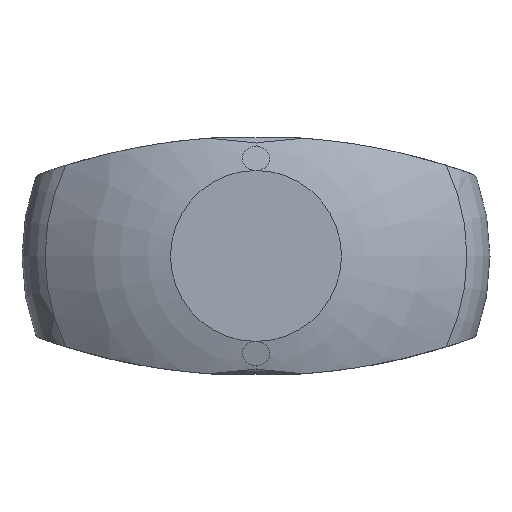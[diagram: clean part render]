
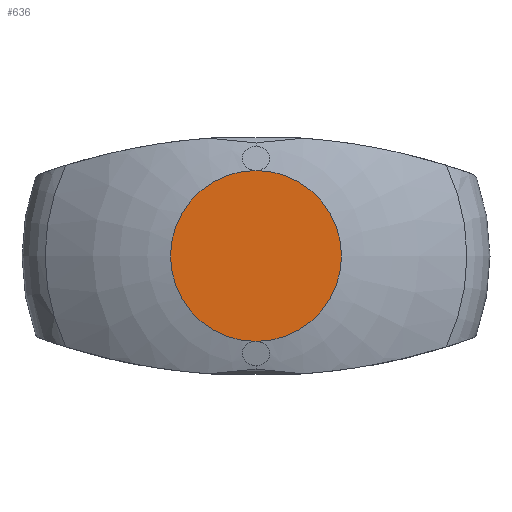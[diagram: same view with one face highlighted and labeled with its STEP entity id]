
A CAD part, top view. The second image highlights one B-rep face of the part: STEP entity #636.
In plain terms, the highlighted planar face has unit normal (0, 0, 1).
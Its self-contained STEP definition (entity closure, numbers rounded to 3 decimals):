
#636=ADVANCED_FACE('',(#1739),#1740,.T.);
#640=VERTEX_POINT('',#1744);
#1076=EDGE_CURVE('',#1394,#640,#2218,.T.);
#1184=EDGE_CURVE('',#640,#1394,#2340,.T.);
#1394=VERTEX_POINT('',#2570);
#1739=FACE_OUTER_BOUND('',#3094,.T.);
#1740=PLANE('',#3095);
#1744=CARTESIAN_POINT('',(0.0,8.95,40.5));
#2218=CIRCLE('',#4710,8.95);
#2340=CIRCLE('',#5017,8.95);
#2570=CARTESIAN_POINT('',(0.0,-8.95,40.5));
#3094=EDGE_LOOP('',(#6832,#6833));
#3095=AXIS2_PLACEMENT_3D('',#6834,#6835,#6836);
#4710=AXIS2_PLACEMENT_3D('',#7280,#7281,#7282);
#5017=AXIS2_PLACEMENT_3D('',#7460,#7461,#7462);
#6832=ORIENTED_EDGE('',*,*,#1076,.F.);
#6833=ORIENTED_EDGE('',*,*,#1184,.F.);
#6834=CARTESIAN_POINT('',(-4.475,0.,40.5));
#6835=DIRECTION('',(0.,0.,1.0));
#6836=DIRECTION('',(1.0,0.,0.));
#7280=CARTESIAN_POINT('',(0.0,0.,40.5));
#7281=DIRECTION('',(-0.0,0.,-1.0));
#7282=DIRECTION('',(-1.0,0.0,0.0));
#7460=CARTESIAN_POINT('',(0.0,0.,40.5));
#7461=DIRECTION('',(-0.0,0.,-1.0));
#7462=DIRECTION('',(-1.0,0.0,0.0));
